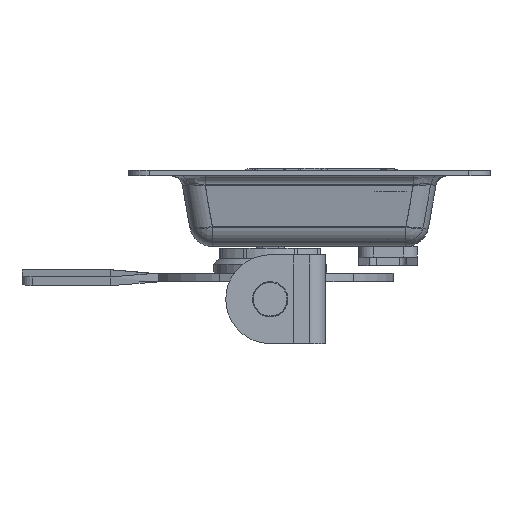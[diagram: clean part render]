
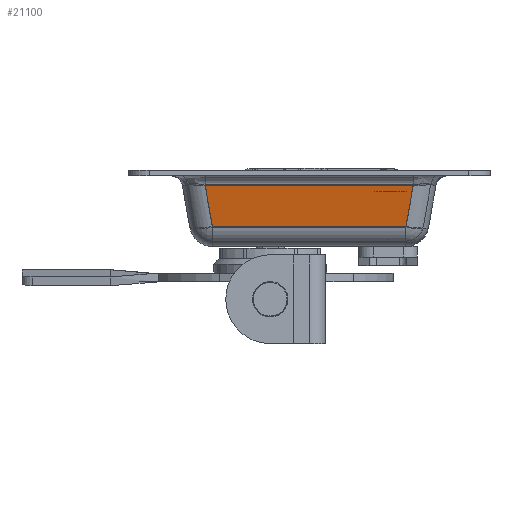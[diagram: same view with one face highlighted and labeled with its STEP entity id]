
A CAD part, left-side view. The second image highlights one B-rep face of the part: STEP entity #21100.
In plain terms, the highlighted planar face has unit normal (-0.985, 0, -0.174).
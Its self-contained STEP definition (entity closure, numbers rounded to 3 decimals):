
#1245 = EDGE_CURVE ( 'NONE', #22631, #10917, #17488, .T. ) ;
#1681 = CARTESIAN_POINT ( 'NONE',  ( -44.679, 45., 5.371 ) ) ;
#2506 = VERTEX_POINT ( 'NONE', #9104 ) ;
#3975 = CARTESIAN_POINT ( 'NONE',  ( -47.856, -30.454, 23.385 ) ) ;
#4150 = VECTOR ( 'NONE', #5971, 1000. ) ;
#4353 = DIRECTION ( 'NONE',  ( -0.174, 0., 0.985 ) ) ;
#4941 = VERTEX_POINT ( 'NONE', #5947 ) ;
#5084 = EDGE_CURVE ( 'NONE', #4941, #2506, #11271, .T. ) ;
#5834 = DIRECTION ( 'NONE',  ( 0., -1., 0. ) ) ;
#5947 = CARTESIAN_POINT ( 'NONE',  ( -46.749, -29.347, 17.108 ) ) ;
#5971 = DIRECTION ( 'NONE',  ( 0., 1., 0. ) ) ;
#5978 = ORIENTED_EDGE ( 'NONE', *, *, #14640, .F. ) ;
#6902 = CARTESIAN_POINT ( 'NONE',  ( -46.749, 29.347, 17.108 ) ) ;
#7474 = VECTOR ( 'NONE', #17617, 1000. ) ;
#9104 = CARTESIAN_POINT ( 'NONE',  ( -44.679, -27.278, 5.371 ) ) ;
#10457 = DIRECTION ( 'NONE',  ( -0.985, 0., -0.174 ) ) ;
#10840 = LINE ( 'NONE', #17458, #11428 ) ;
#10917 = VERTEX_POINT ( 'NONE', #6902 ) ;
#11271 = LINE ( 'NONE', #3975, #20930 ) ;
#11323 = CARTESIAN_POINT ( 'NONE',  ( -47.914, 30.513, 23.717 ) ) ;
#11428 = VECTOR ( 'NONE', #5834, 1000. ) ;
#12161 = ORIENTED_EDGE ( 'NONE', *, *, #1245, .F. ) ;
#13769 = AXIS2_PLACEMENT_3D ( 'NONE', #22755, #10457, #4353 ) ;
#14640 = EDGE_CURVE ( 'NONE', #2506, #22631, #15416, .T. ) ;
#14878 = PLANE ( 'NONE',  #13769 ) ;
#15034 = ORIENTED_EDGE ( 'NONE', *, *, #22764, .F. ) ;
#15416 = LINE ( 'NONE', #1681, #4150 ) ;
#16410 = ORIENTED_EDGE ( 'NONE', *, *, #5084, .F. ) ;
#16874 = CARTESIAN_POINT ( 'NONE',  ( -44.679, 27.278, 5.371 ) ) ;
#17458 = CARTESIAN_POINT ( 'NONE',  ( -46.749, 45., 17.108 ) ) ;
#17488 = LINE ( 'NONE', #11323, #7474 ) ;
#17617 = DIRECTION ( 'NONE',  ( -0.171, 0.171, 0.97 ) ) ;
#18008 = EDGE_LOOP ( 'NONE', ( #12161, #5978, #16410, #15034 ) ) ;
#20930 = VECTOR ( 'NONE', #26376, 1000. ) ;
#21100 = ADVANCED_FACE ( 'NONE', ( #22087 ), #14878, .T. ) ;
#22087 = FACE_OUTER_BOUND ( 'NONE', #18008, .T. ) ;
#22631 = VERTEX_POINT ( 'NONE', #16874 ) ;
#22755 = CARTESIAN_POINT ( 'NONE',  ( -47.477, 45., 21.24 ) ) ;
#22764 = EDGE_CURVE ( 'NONE', #10917, #4941, #10840, .T. ) ;
#26376 = DIRECTION ( 'NONE',  ( 0.171, 0.171, -0.97 ) ) ;
